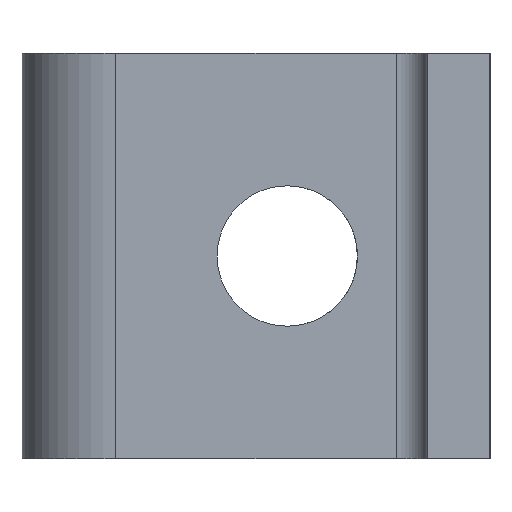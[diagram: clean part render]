
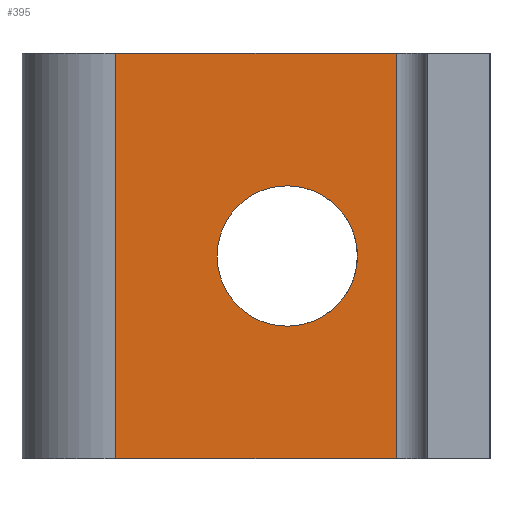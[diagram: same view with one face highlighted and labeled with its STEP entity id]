
A CAD part, left-side view. The second image highlights one B-rep face of the part: STEP entity #395.
In plain terms, the highlighted planar face has unit normal (-1, 0, 0).
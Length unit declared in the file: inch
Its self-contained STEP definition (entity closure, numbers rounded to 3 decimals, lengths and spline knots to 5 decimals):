
#217=EDGE_CURVE('',#549,#550,#551,.T.);
#295=EDGE_CURVE('',#539,#668,#669,.T.);
#339=EDGE_CURVE('',#539,#549,#730,.T.);
#383=EDGE_CURVE('',#668,#550,#779,.T.);
#395=ADVANCED_FACE('',(#792,#793),#794,.T.);
#539=VERTEX_POINT('',#1016);
#549=VERTEX_POINT('',#1039);
#550=VERTEX_POINT('',#1040);
#551=LINE('',#1041,#1042);
#668=VERTEX_POINT('',#1289);
#669=LINE('',#1290,#1291);
#730=LINE('',#1420,#1421);
#779=LINE('',#1543,#1544);
#792=FACE_BOUND('',#1574,.T.);
#793=FACE_OUTER_BOUND('',#1575,.T.);
#794=PLANE('',#1576);
#1016=CARTESIAN_POINT('',(1.60914,0.37515,0.0));
#1039=CARTESIAN_POINT('',(1.60914,0.37515,1.625));
#1040=CARTESIAN_POINT('',(1.60914,1.50066,1.625));
#1041=CARTESIAN_POINT('',(1.60914,0.37515,1.625));
#1042=VECTOR('',#1795,1.0);
#1289=CARTESIAN_POINT('',(1.60914,1.50066,0.0));
#1290=CARTESIAN_POINT('',(1.60914,0.37515,0.0));
#1291=VECTOR('',#1919,1.0);
#1420=CARTESIAN_POINT('',(1.60914,0.37515,0.0));
#1421=VECTOR('',#1978,1.0);
#1543=CARTESIAN_POINT('',(1.60914,1.50066,0.0));
#1544=VECTOR('',#2011,1.0);
#1574=EDGE_LOOP('',(#2021,#2022,#2023,#2024));
#1575=EDGE_LOOP('',(#2025,#2026,#2027,#2028));
#1576=AXIS2_PLACEMENT_3D('',#2029,#2030,#2031);
#1795=DIRECTION('',(0.0,1.0,0.0));
#1919=DIRECTION('',(0.0,1.0,0.0));
#1978=DIRECTION('',(0.0,0.0,1.0));
#2011=DIRECTION('',(0.0,0.0,1.0));
#2021=ORIENTED_EDGE('',*,*,#2155,.T.);
#2022=ORIENTED_EDGE('',*,*,#2123,.T.);
#2023=ORIENTED_EDGE('',*,*,#2140,.T.);
#2024=ORIENTED_EDGE('',*,*,#2128,.T.);
#2025=ORIENTED_EDGE('',*,*,#217,.T.);
#2026=ORIENTED_EDGE('',*,*,#383,.F.);
#2027=ORIENTED_EDGE('',*,*,#295,.F.);
#2028=ORIENTED_EDGE('',*,*,#339,.T.);
#2029=CARTESIAN_POINT('',(1.60914,0.9379,0.0));
#2030=DIRECTION('',(-1.0,-0.0,0.0));
#2031=DIRECTION('',(0.0,-1.0,-0.0));
#2123=EDGE_CURVE('',#2201,#2199,#2202,.T.);
#2128=EDGE_CURVE('',#2210,#2208,#2211,.T.);
#2140=EDGE_CURVE('',#2199,#2210,#2223,.T.);
#2155=EDGE_CURVE('',#2208,#2201,#2238,.T.);
#2199=VERTEX_POINT('',#2311);
#2201=VERTEX_POINT('',#2314);
#2202=B_SPLINE_CURVE_WITH_KNOTS('',3,(#2315,#2316,#2317,#2318),.UNSPECIFIED.,.F.,.F.,(4,4),(-1.0,-0.0),.UNSPECIFIED.);
#2208=VERTEX_POINT('',#2328);
#2210=VERTEX_POINT('',#2331);
#2211=B_SPLINE_CURVE_WITH_KNOTS('',3,(#2332,#2333,#2334,#2335),.UNSPECIFIED.,.F.,.F.,(4,4),(-1.0,-0.0),.UNSPECIFIED.);
#2223=B_SPLINE_CURVE_WITH_KNOTS('',3,(#2353,#2354,#2355,#2356),.UNSPECIFIED.,.F.,.F.,(4,4),(-1.0,-0.0),.UNSPECIFIED.);
#2238=B_SPLINE_CURVE_WITH_KNOTS('',3,(#2374,#2375,#2376,#2377),.UNSPECIFIED.,.F.,.F.,(4,4),(-1.0,-0.0),.UNSPECIFIED.);
#2311=CARTESIAN_POINT('',(1.60914,0.8125,0.53126));
#2314=CARTESIAN_POINT('',(1.60914,0.53125,0.81251));
#2315=CARTESIAN_POINT('',(1.60914,0.53125,0.81251));
#2316=CARTESIAN_POINT('',(1.60914,0.53125,0.65718));
#2317=CARTESIAN_POINT('',(1.60914,0.65717,0.53126));
#2318=CARTESIAN_POINT('',(1.60914,0.8125,0.53126));
#2328=CARTESIAN_POINT('',(1.60914,0.8125,1.09375));
#2331=CARTESIAN_POINT('',(1.60914,1.09375,0.81251));
#2332=CARTESIAN_POINT('',(1.60914,1.09375,0.81251));
#2333=CARTESIAN_POINT('',(1.60914,1.09375,0.96783));
#2334=CARTESIAN_POINT('',(1.60914,0.96783,1.09375));
#2335=CARTESIAN_POINT('',(1.60914,0.8125,1.09375));
#2353=CARTESIAN_POINT('',(1.60914,0.8125,0.53126));
#2354=CARTESIAN_POINT('',(1.60914,0.96783,0.53126));
#2355=CARTESIAN_POINT('',(1.60914,1.09375,0.65718));
#2356=CARTESIAN_POINT('',(1.60914,1.09375,0.81251));
#2374=CARTESIAN_POINT('',(1.60914,0.8125,1.09375));
#2375=CARTESIAN_POINT('',(1.60914,0.65717,1.09375));
#2376=CARTESIAN_POINT('',(1.60914,0.53125,0.96783));
#2377=CARTESIAN_POINT('',(1.60914,0.53125,0.81251));
